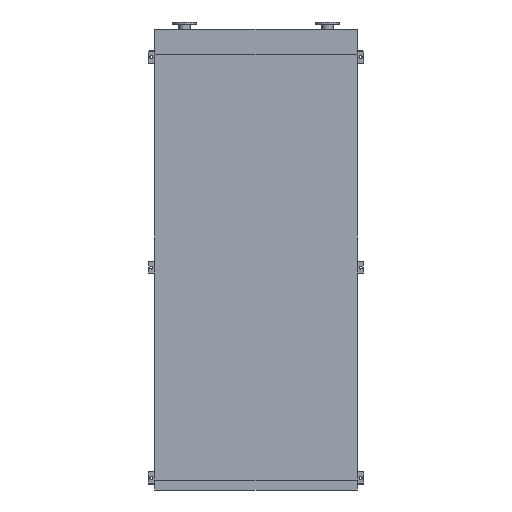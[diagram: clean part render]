
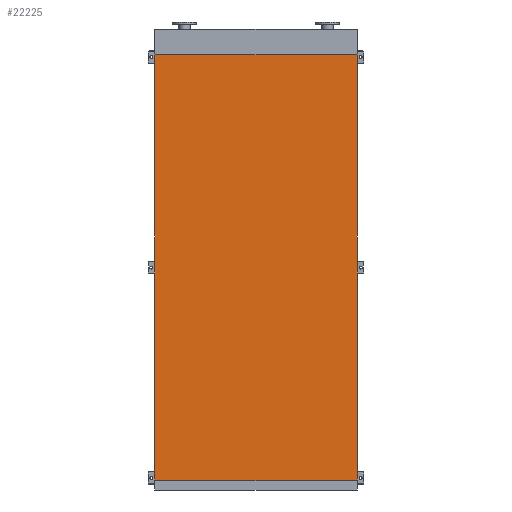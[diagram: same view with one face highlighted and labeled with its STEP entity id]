
A CAD part, front view. The second image highlights one B-rep face of the part: STEP entity #22225.
In plain terms, the highlighted planar face has unit normal (0, -1, 0).
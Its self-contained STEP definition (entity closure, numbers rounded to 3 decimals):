
#574 = VECTOR ( 'NONE', #8335, 1000. ) ;
#1218 = CARTESIAN_POINT ( 'NONE',  ( -965., 0., -4050. ) ) ;
#1751 = VERTEX_POINT ( 'NONE', #6587 ) ;
#3065 = ORIENTED_EDGE ( 'NONE', *, *, #20210, .F. ) ;
#4757 = ORIENTED_EDGE ( 'NONE', *, *, #20086, .T. ) ;
#4890 = AXIS2_PLACEMENT_3D ( 'NONE', #1218, #12131, #17549 ) ;
#5571 = LINE ( 'NONE', #17235, #574 ) ;
#5901 = DIRECTION ( 'NONE',  ( 0., 0., 1. ) ) ;
#6587 = CARTESIAN_POINT ( 'NONE',  ( 965., 0., -4050. ) ) ;
#7770 = CARTESIAN_POINT ( 'NONE',  ( -965., 0., 0. ) ) ;
#8316 = LINE ( 'NONE', #11281, #11387 ) ;
#8335 = DIRECTION ( 'NONE',  ( 1., 0., 0. ) ) ;
#9193 = EDGE_LOOP ( 'NONE', ( #3065, #22621, #13757, #4757 ) ) ;
#10072 = VERTEX_POINT ( 'NONE', #11079 ) ;
#10837 = EDGE_CURVE ( 'NONE', #11712, #15513, #8316, .T. ) ;
#11079 = CARTESIAN_POINT ( 'NONE',  ( 965., 0., 0. ) ) ;
#11246 = VECTOR ( 'NONE', #22141, 1000. ) ;
#11281 = CARTESIAN_POINT ( 'NONE',  ( -965., 0., -4050. ) ) ;
#11387 = VECTOR ( 'NONE', #5901, 1000. ) ;
#11712 = VERTEX_POINT ( 'NONE', #13079 ) ;
#12131 = DIRECTION ( 'NONE',  ( 0., -1., 0. ) ) ;
#12296 = DIRECTION ( 'NONE',  ( 1., 0., 0. ) ) ;
#13079 = CARTESIAN_POINT ( 'NONE',  ( -965., 0., -4050. ) ) ;
#13696 = LINE ( 'NONE', #14071, #17932 ) ;
#13757 = ORIENTED_EDGE ( 'NONE', *, *, #20373, .T. ) ;
#14071 = CARTESIAN_POINT ( 'NONE',  ( -965., 0., 0. ) ) ;
#15107 = CARTESIAN_POINT ( 'NONE',  ( 965., 0., -4050. ) ) ;
#15513 = VERTEX_POINT ( 'NONE', #7770 ) ;
#15744 = PLANE ( 'NONE',  #4890 ) ;
#15975 = LINE ( 'NONE', #15107, #11246 ) ;
#17235 = CARTESIAN_POINT ( 'NONE',  ( -965., 0., -4050. ) ) ;
#17549 = DIRECTION ( 'NONE',  ( 0., 0., -1. ) ) ;
#17932 = VECTOR ( 'NONE', #12296, 1000. ) ;
#20086 = EDGE_CURVE ( 'NONE', #1751, #10072, #15975, .T. ) ;
#20210 = EDGE_CURVE ( 'NONE', #15513, #10072, #13696, .T. ) ;
#20373 = EDGE_CURVE ( 'NONE', #11712, #1751, #5571, .T. ) ;
#20694 = FACE_OUTER_BOUND ( 'NONE', #9193, .T. ) ;
#22141 = DIRECTION ( 'NONE',  ( 0., 0., 1. ) ) ;
#22225 = ADVANCED_FACE ( 'NONE', ( #20694 ), #15744, .T. ) ;
#22621 = ORIENTED_EDGE ( 'NONE', *, *, #10837, .F. ) ;
